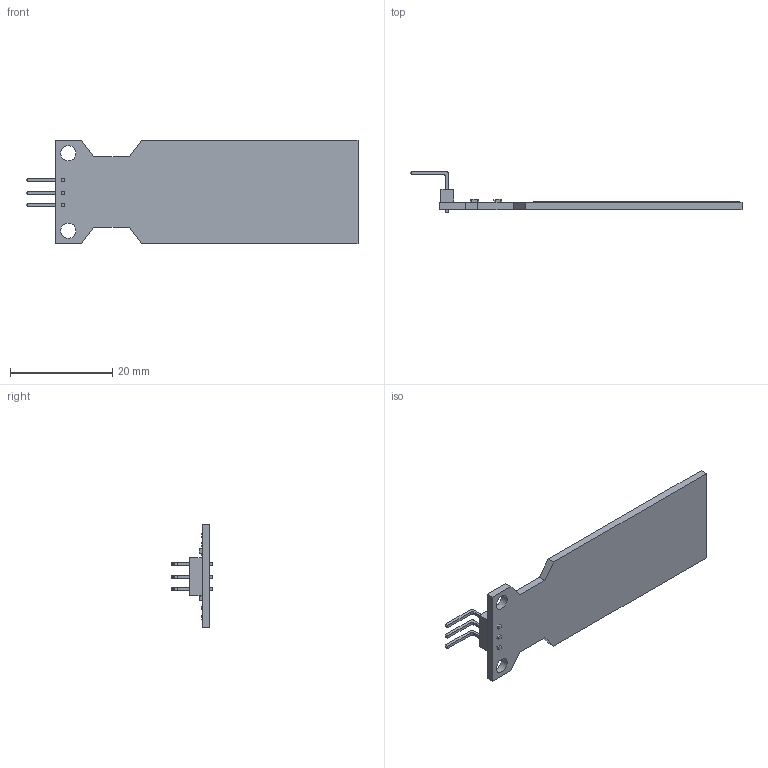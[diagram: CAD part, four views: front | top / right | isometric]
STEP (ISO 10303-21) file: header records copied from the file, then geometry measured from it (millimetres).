
FILE_DESCRIPTION(/* description */ (''),/* implementation_level */ '2;1');
FILE_NAME(/* name */ 'Capteur Pluie2 v3.step',/* time_stamp */ '2018-05-15T13:37:47+02:00',/* author */ ('titinetarfr'),/* organization */ (''),/* preprocessor_version */ 'ST-DEVELOPER v17',/* originating_system */ 'Autodesk Translation Framework v7.1.0.215',/* authorisation */ '');
FILE_SCHEMA (('AUTOMOTIVE_DESIGN { 1 0 10303 214 3 1 1 }'));
Length unit declared in the file: millimetre
Products named in the file (1): Capteur Pluie2
Bounding box: 65.03 x 8 x 20.2 mm (x, y, z)
Volume: 1779.8 mm3; surface area: 3445.5 mm2
Topology: 31 solids, 31 shells, 232 faces, 498 edges, 328 vertices
Faces by surface type: plane 224, cylinder 8
Full cylindrical faces by diameter (mm): 3 x2
Entity records: 6192 total; most frequent: CARTESIAN_POINT 1059, ORIENTED_EDGE 996, DIRECTION 980, EDGE_CURVE 498, LINE 482, VECTOR 482, VERTEX_POINT 328, AXIS2_PLACEMENT_3D 249
